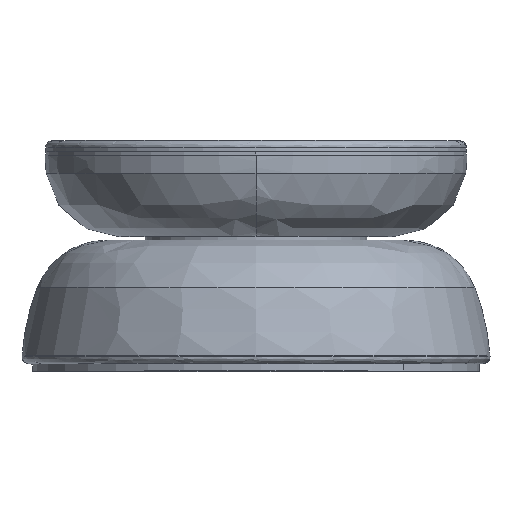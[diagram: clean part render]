
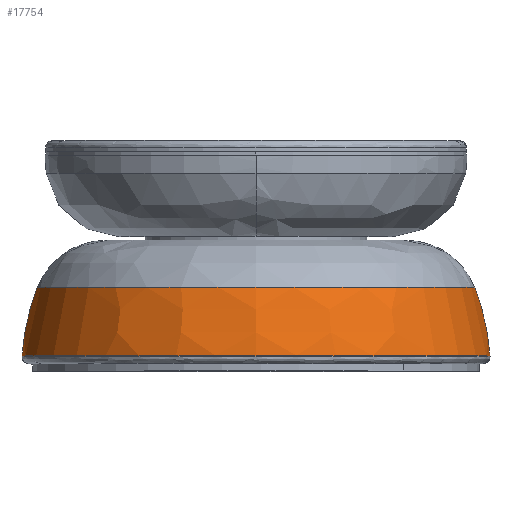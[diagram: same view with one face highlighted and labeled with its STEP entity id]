
A CAD part, top view. The second image highlights one B-rep face of the part: STEP entity #17754.
In plain terms, the highlighted free-form (B-spline) face has degree [3, 3] with [4, 4] control points.
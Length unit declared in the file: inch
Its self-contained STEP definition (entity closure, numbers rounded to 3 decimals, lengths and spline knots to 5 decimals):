
#135 = CARTESIAN_POINT ( 'NONE',  ( -2.42354, -0.73849, 0. ) ) ;
#898 = EDGE_CURVE ( 'NONE', #9286, #9984, #23255, .T. ) ;
#1461 = AXIS2_PLACEMENT_3D ( 'NONE', #17090, #5396, #10177 ) ;
#1476 = ORIENTED_EDGE ( 'NONE', *, *, #18150, .F. ) ;
#2590 = CARTESIAN_POINT ( 'NONE',  ( -2.47812, -0.9839, 4.95624 ) ) ;
#2972 = CARTESIAN_POINT ( 'NONE',  ( 0., -1.2347, 0. ) ) ;
#3845 = DIRECTION ( 'NONE',  ( -1., 0., 0. ) ) ;
#4891 = CARTESIAN_POINT ( 'NONE',  ( 2.49556, -1.2347, 4.99112 ) ) ;
#5036 = CARTESIAN_POINT ( 'NONE',  ( -2.33303, -0.50394, 0. ) ) ;
#5396 = DIRECTION ( 'NONE',  ( 0., 0., -1. ) ) ;
#6141 = DIRECTION ( 'NONE',  ( 0., 0., 1. ) ) ;
#6422 = DIRECTION ( 'NONE',  ( 0., 1., 0. ) ) ;
#6617 = CARTESIAN_POINT ( 'NONE',  ( -2.33303, -0.50394, 0. ) ) ;
#8060 = CARTESIAN_POINT ( 'NONE',  ( -2.49556, -1.2347, 0. ) ) ;
#8444 = CARTESIAN_POINT ( 'NONE',  ( 0.0128, -1.40913, 0. ) ) ;
#9286 = VERTEX_POINT ( 'NONE', #6617 ) ;
#9515 = CARTESIAN_POINT ( 'NONE',  ( 2.42354, -0.73849, 4.84708 ) ) ;
#9673 = CARTESIAN_POINT ( 'NONE',  ( 2.33303, -0.50394, 0. ) ) ;
#9787 = CIRCLE ( 'NONE', #26933, 2.51442 ) ;
#9984 = VERTEX_POINT ( 'NONE', #16882 ) ;
#10177 = DIRECTION ( 'NONE',  ( 1., 0., 0. ) ) ;
#11946 = CARTESIAN_POINT ( 'NONE',  ( -2.49556, -1.2347, 0. ) ) ;
#12107 = CARTESIAN_POINT ( 'NONE',  ( -2.42354, -0.73849, 4.84708 ) ) ;
#12922 = ORIENTED_EDGE ( 'NONE', *, *, #27180, .T. ) ;
#13147 =( BOUNDED_SURFACE ( )  B_SPLINE_SURFACE ( 3, 3, ( 
 ( #5036, #14569, #26223, #9673 ),
 ( #135, #12107, #9515, #16571 ),
 ( #18882, #2590, #25920, #28394 ),
 ( #11946, #21344, #4891, #28247 ) ),
 .UNSPECIFIED., .F., .F., .F. ) 
 B_SPLINE_SURFACE_WITH_KNOTS ( ( 4, 4 ),
 ( 4, 4 ),
 ( 0., 1. ),
 ( 0., 1. ),
 .UNSPECIFIED. ) 
 GEOMETRIC_REPRESENTATION_ITEM ( )  RATIONAL_B_SPLINE_SURFACE ( (
 ( 1., 0.333, 0.333, 1.),
 ( 0.993, 0.331, 0.331, 0.993),
 ( 0.993, 0.331, 0.331, 0.993),
 ( 1., 0.333, 0.333, 1.) ) ) 
 REPRESENTATION_ITEM ( '' )  SURFACE ( )  );
#14569 = CARTESIAN_POINT ( 'NONE',  ( -2.33303, -0.50394, 4.66607 ) ) ;
#14678 = CIRCLE ( 'NONE', #1461, 2.51442 ) ;
#15588 = EDGE_LOOP ( 'NONE', ( #1476, #16829, #26349, #12922 ) ) ;
#16571 = CARTESIAN_POINT ( 'NONE',  ( 2.42354, -0.73849, 0. ) ) ;
#16829 = ORIENTED_EDGE ( 'NONE', *, *, #898, .F. ) ;
#16882 = CARTESIAN_POINT ( 'NONE',  ( 2.33303, -0.50394, 0. ) ) ;
#17090 = CARTESIAN_POINT ( 'NONE',  ( -0.0128, -1.40913, 0. ) ) ;
#17572 = EDGE_CURVE ( 'NONE', #9286, #19853, #9787, .T. ) ;
#17754 = ADVANCED_FACE ( 'NONE', ( #19036 ), #13147, .T. ) ;
#18150 = EDGE_CURVE ( 'NONE', #9984, #18647, #14678, .T. ) ;
#18647 = VERTEX_POINT ( 'NONE', #19768 ) ;
#18882 = CARTESIAN_POINT ( 'NONE',  ( -2.47812, -0.9839, 0. ) ) ;
#19036 = FACE_OUTER_BOUND ( 'NONE', #15588, .T. ) ;
#19713 = DIRECTION ( 'NONE',  ( 0., 1., 0. ) ) ;
#19768 = CARTESIAN_POINT ( 'NONE',  ( 2.49556, -1.2347, 0. ) ) ;
#19853 = VERTEX_POINT ( 'NONE', #8060 ) ;
#19909 = AXIS2_PLACEMENT_3D ( 'NONE', #2972, #19713, #26605 ) ;
#20333 = AXIS2_PLACEMENT_3D ( 'NONE', #22995, #6422, #25305 ) ;
#20900 = CIRCLE ( 'NONE', #19909, 2.49556 ) ;
#21344 = CARTESIAN_POINT ( 'NONE',  ( -2.49556, -1.2347, 4.99112 ) ) ;
#22995 = CARTESIAN_POINT ( 'NONE',  ( 0., -0.50394, 0. ) ) ;
#23255 = CIRCLE ( 'NONE', #20333, 2.33303 ) ;
#25305 = DIRECTION ( 'NONE',  ( -1., 0., 0. ) ) ;
#25920 = CARTESIAN_POINT ( 'NONE',  ( 2.47812, -0.9839, 4.95624 ) ) ;
#26223 = CARTESIAN_POINT ( 'NONE',  ( 2.33303, -0.50394, 4.66607 ) ) ;
#26349 = ORIENTED_EDGE ( 'NONE', *, *, #17572, .T. ) ;
#26605 = DIRECTION ( 'NONE',  ( -1., 0., 0. ) ) ;
#26933 = AXIS2_PLACEMENT_3D ( 'NONE', #8444, #6141, #3845 ) ;
#27180 = EDGE_CURVE ( 'NONE', #19853, #18647, #20900, .T. ) ;
#28247 = CARTESIAN_POINT ( 'NONE',  ( 2.49556, -1.2347, 0. ) ) ;
#28394 = CARTESIAN_POINT ( 'NONE',  ( 2.47812, -0.9839, 0. ) ) ;
